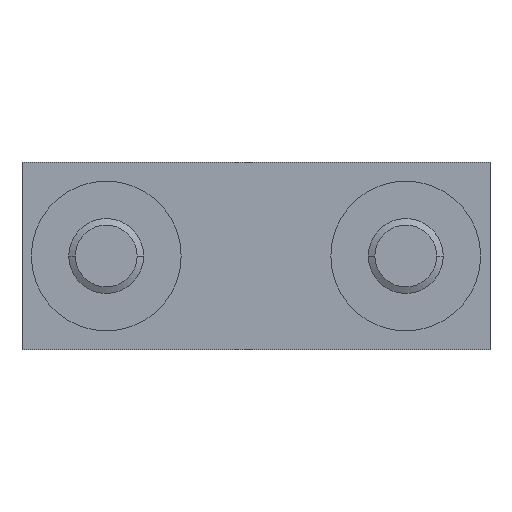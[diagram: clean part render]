
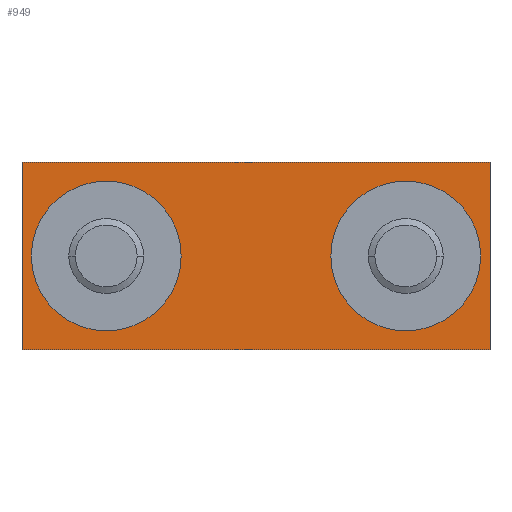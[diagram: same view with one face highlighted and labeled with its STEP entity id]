
A CAD part, front view. The second image highlights one B-rep face of the part: STEP entity #949.
In plain terms, the highlighted planar face has unit normal (0, -1, 0).
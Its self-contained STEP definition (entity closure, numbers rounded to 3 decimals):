
#162=DIRECTION('',(0.,0.,-1.));
#163=VECTOR('',#162,25.);
#164=CARTESIAN_POINT('',(-5.,-1.5,0.));
#165=LINE('',#164,#163);
#169=DIRECTION('',(-1.,0.,0.));
#170=VECTOR('',#169,10.);
#171=CARTESIAN_POINT('',(5.,-1.5,0.));
#172=LINE('',#171,#170);
#176=DIRECTION('',(0.,0.,1.));
#177=VECTOR('',#176,25.);
#178=CARTESIAN_POINT('',(5.,-1.5,-25.));
#179=LINE('',#178,#177);
#183=DIRECTION('',(1.,0.,0.));
#184=VECTOR('',#183,10.);
#185=CARTESIAN_POINT('',(-5.,-1.5,-25.));
#186=LINE('',#185,#184);
#190=CARTESIAN_POINT('',(0.,-1.5,-4.5));
#191=DIRECTION('',(0.,1.,0.));
#192=DIRECTION('',(0.,0.,-1.));
#193=AXIS2_PLACEMENT_3D('',#190,#191,#192);
#198=CARTESIAN_POINT('',(0.,-1.5,-4.5));
#199=DIRECTION('',(0.,1.,0.));
#200=DIRECTION('',(0.,0.,1.));
#201=AXIS2_PLACEMENT_3D('',#198,#199,#200);
#206=CARTESIAN_POINT('',(0.,-1.5,-20.5));
#207=DIRECTION('',(0.,1.,0.));
#208=DIRECTION('',(0.,0.,-1.));
#209=AXIS2_PLACEMENT_3D('',#206,#207,#208);
#214=CARTESIAN_POINT('',(0.,-1.5,-20.5));
#215=DIRECTION('',(0.,1.,0.));
#216=DIRECTION('',(0.,0.,1.));
#217=AXIS2_PLACEMENT_3D('',#214,#215,#216);
#806=CARTESIAN_POINT('',(5.,-1.5,0.));
#807=CARTESIAN_POINT('',(-5.,-1.5,0.));
#808=VERTEX_POINT('',#806);
#809=VERTEX_POINT('',#807);
#810=CARTESIAN_POINT('',(5.,-1.5,-25.));
#811=VERTEX_POINT('',#810);
#812=CARTESIAN_POINT('',(-5.,-1.5,-25.));
#813=VERTEX_POINT('',#812);
#814=CARTESIAN_POINT('',(0.,-1.5,-0.5));
#815=CARTESIAN_POINT('',(0.,-1.5,-8.5));
#816=VERTEX_POINT('',#814);
#817=VERTEX_POINT('',#815);
#818=CARTESIAN_POINT('',(0.,-1.5,-16.5));
#819=CARTESIAN_POINT('',(0.,-1.5,-24.5));
#820=VERTEX_POINT('',#818);
#821=VERTEX_POINT('',#819);
#922=CARTESIAN_POINT('',(0.,-1.5,0.));
#923=DIRECTION('',(0.,-1.,0.));
#924=DIRECTION('',(-1.,0.,0.));
#925=AXIS2_PLACEMENT_3D('',#922,#923,#924);
#926=PLANE('',#925);
#928=ORIENTED_EDGE('',*,*,#927,.F.);
#930=ORIENTED_EDGE('',*,*,#929,.F.);
#932=ORIENTED_EDGE('',*,*,#931,.F.);
#934=ORIENTED_EDGE('',*,*,#933,.F.);
#935=EDGE_LOOP('',(#928,#930,#932,#934));
#936=FACE_OUTER_BOUND('',#935,.F.);
#938=ORIENTED_EDGE('',*,*,#937,.F.);
#940=ORIENTED_EDGE('',*,*,#939,.F.);
#941=EDGE_LOOP('',(#938,#940));
#942=FACE_BOUND('',#941,.F.);
#944=ORIENTED_EDGE('',*,*,#943,.F.);
#946=ORIENTED_EDGE('',*,*,#945,.F.);
#947=EDGE_LOOP('',(#944,#946));
#948=FACE_BOUND('',#947,.F.);
#194=CIRCLE('',#193,4.);
#202=CIRCLE('',#201,4.);
#210=CIRCLE('',#209,4.);
#218=CIRCLE('',#217,4.);
#927=EDGE_CURVE('',#809,#813,#165,.T.);
#929=EDGE_CURVE('',#808,#809,#172,.T.);
#931=EDGE_CURVE('',#811,#808,#179,.T.);
#933=EDGE_CURVE('',#813,#811,#186,.T.);
#937=EDGE_CURVE('',#817,#816,#194,.T.);
#939=EDGE_CURVE('',#816,#817,#202,.T.);
#943=EDGE_CURVE('',#821,#820,#210,.T.);
#945=EDGE_CURVE('',#820,#821,#218,.T.);
#949=ADVANCED_FACE('',(#936,#942,#948),#926,.T.);
